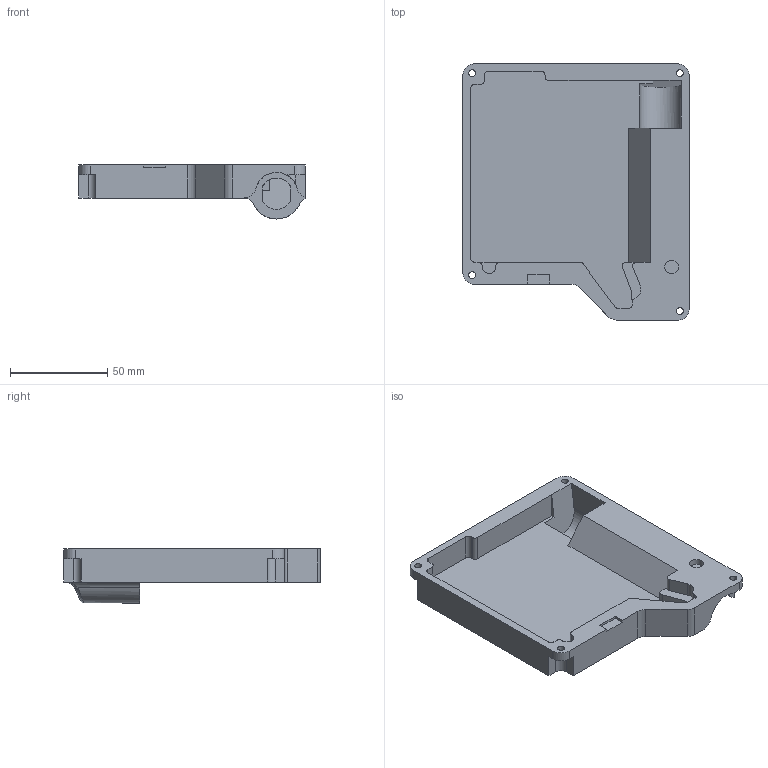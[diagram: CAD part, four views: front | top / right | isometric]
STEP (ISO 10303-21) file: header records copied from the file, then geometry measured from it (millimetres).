
FILE_DESCRIPTION(('FreeCAD Model'),'2;1');
FILE_NAME('Open CASCADE Shape Model','2025-08-29T10:38:22',(''),(''), 'Open CASCADE STEP processor 7.8','FreeCAD','Unknown');
FILE_SCHEMA(('AUTOMOTIVE_DESIGN { 1 0 10303 214 1 1 1 1 }'));
Length unit declared in the file: millimetre
Products named in the file (1): back_panel
Bounding box: 116.45 x 131.82 x 27.81 mm (x, y, z)
Volume: 91066.8 mm3; surface area: 44254.1 mm2
Topology: 1 solids, 1 shells, 98 faces, 285 edges, 190 vertices
Faces by surface type: plane 54, cylinder 41, bspline 3
Full cylindrical faces by diameter (mm): 3.6 x4, 7 x1
Entity records: 4044 total; most frequent: CARTESIAN_POINT 1371, ORIENTED_EDGE 568, DIRECTION 548, EDGE_CURVE 284, VERTEX_POINT 190, LINE 188, VECTOR 188, AXIS2_PLACEMENT_3D 180
